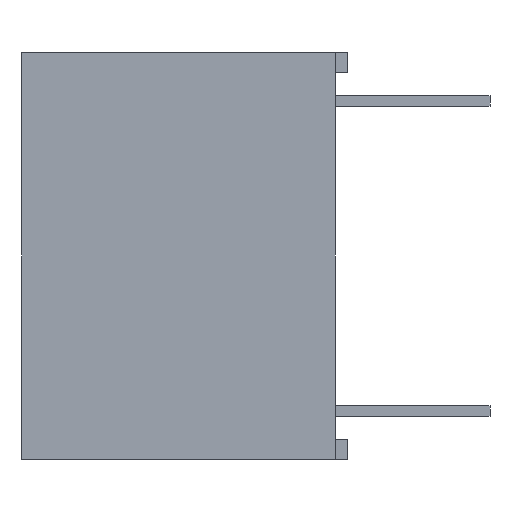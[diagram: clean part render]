
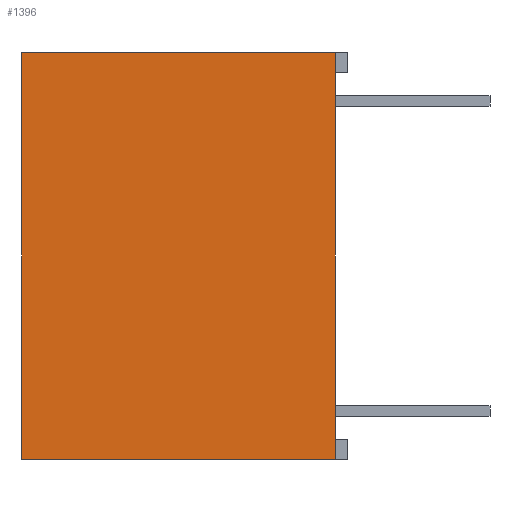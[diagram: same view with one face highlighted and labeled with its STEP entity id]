
A CAD part, left-side view. The second image highlights one B-rep face of the part: STEP entity #1396.
In plain terms, the highlighted planar face has unit normal (-1, 0, 0).
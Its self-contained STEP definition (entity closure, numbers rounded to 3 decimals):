
#40 = VERTEX_POINT ( 'NONE', #207 ) ;
#149 = EDGE_CURVE ( 'NONE', #1527, #40, #689, .T. ) ;
#207 = CARTESIAN_POINT ( 'NONE',  ( -1.6, 0.3, 1.19 ) ) ;
#342 = CARTESIAN_POINT ( 'NONE',  ( -1.6, 8., -8.81 ) ) ;
#441 = CARTESIAN_POINT ( 'NONE',  ( -1.6, 8., 1.19 ) ) ;
#462 = CARTESIAN_POINT ( 'NONE',  ( -1.6, 0.3, -8.81 ) ) ;
#561 = LINE ( 'NONE', #562, #563 ) ;
#562 = CARTESIAN_POINT ( 'NONE',  ( -1.6, 8., -8.81 ) ) ;
#563 = VECTOR ( 'NONE', #564, 1000. ) ;
#564 = DIRECTION ( 'NONE',  ( 0., 0., 1. ) ) ;
#594 = LINE ( 'NONE', #595, #596 ) ;
#595 = CARTESIAN_POINT ( 'NONE',  ( -1.6, 0.3, -8.81 ) ) ;
#596 = VECTOR ( 'NONE', #597, 1000. ) ;
#597 = DIRECTION ( 'NONE',  ( 0., 0., 1. ) ) ;
#689 = LINE ( 'NONE', #690, #691 ) ;
#690 = CARTESIAN_POINT ( 'NONE',  ( -1.6, 8., 1.19 ) ) ;
#691 = VECTOR ( 'NONE', #692, 1000. ) ;
#692 = DIRECTION ( 'NONE',  ( 0., -1., 0. ) ) ;
#772 = EDGE_LOOP ( 'NONE', ( #1169, #1465, #1508, #1530 ) ) ;
#776 = LINE ( 'NONE', #777, #778 ) ;
#777 = CARTESIAN_POINT ( 'NONE',  ( -1.6, 8., -8.81 ) ) ;
#778 = VECTOR ( 'NONE', #779, 1000. ) ;
#779 = DIRECTION ( 'NONE',  ( 0., -1., 0. ) ) ;
#920 = FACE_OUTER_BOUND ( 'NONE', #772, .T. ) ;
#921 = PLANE ( 'NONE',  #922 ) ;
#922 = AXIS2_PLACEMENT_3D ( 'NONE', #923, #924, #925 ) ;
#923 = CARTESIAN_POINT ( 'NONE',  ( -1.6, 8., -8.81 ) ) ;
#924 = DIRECTION ( 'NONE',  ( 1., 0., 0. ) ) ;
#925 = DIRECTION ( 'NONE',  ( 0., 0., -1. ) ) ;
#1169 = ORIENTED_EDGE ( 'NONE', *, *, #1449, .T. ) ;
#1345 = EDGE_CURVE ( 'NONE', #1514, #1528, #776, .T. ) ;
#1396 = ADVANCED_FACE ( 'NONE', ( #920 ), #921, .F. ) ;
#1446 = EDGE_CURVE ( 'NONE', #1514, #1527, #561, .T. ) ;
#1449 = EDGE_CURVE ( 'NONE', #1528, #40, #594, .T. ) ;
#1465 = ORIENTED_EDGE ( 'NONE', *, *, #149, .F. ) ;
#1508 = ORIENTED_EDGE ( 'NONE', *, *, #1446, .F. ) ;
#1514 = VERTEX_POINT ( 'NONE', #342 ) ;
#1527 = VERTEX_POINT ( 'NONE', #441 ) ;
#1528 = VERTEX_POINT ( 'NONE', #462 ) ;
#1530 = ORIENTED_EDGE ( 'NONE', *, *, #1345, .T. ) ;
